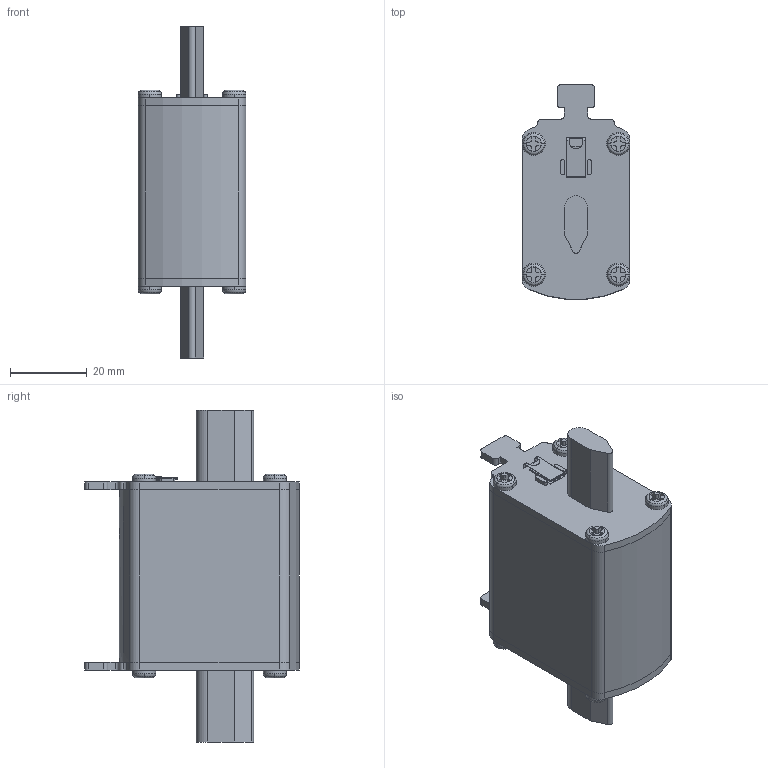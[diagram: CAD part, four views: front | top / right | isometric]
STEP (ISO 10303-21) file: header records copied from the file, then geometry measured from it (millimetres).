
FILE_DESCRIPTION((''),'2;1');
FILE_NAME('NH_DC_250V_ASM','2019-10-07T',('marketing.praksa'),('Audax d.o.o.'),'CREO PARAMETRIC BY PTC INC, 2017480','CREO PARAMETRIC BY PTC INC, 2017480','');
FILE_SCHEMA(('AUTOMOTIVE_DESIGN { 1 0 10303 214 1 1 1 1 }'));
Length unit declared in the file: millimetre
Products named in the file (23): 1C2; 1D9_1; 1E6; 1F3; 200; 20E; 216; 3B9; 3BD; 3CA; 3D7_1; 3E4_1; 3F1_1; 407; 40E-247; 40E-248; 40E-249; 4B1; 4C1; 4C9; 4EA; PRODUCT_1_2_3_4_5_ASM; NH_DC_250V_ASM
Assembly tree (22 placements, depth 3):
  NH_DC_250V_ASM
    PRODUCT_1_2_3_4_5_ASM
      1C2
      1D9_1
      1E6
      1F3
      200
      20E
      216
      3B9
      3BD
      3CA
      3D7_1
      3E4_1
      3F1_1
      407
      40E-247
      40E-248
      40E-249
      4B1
      4C1
      4C9
      4EA
Bounding box: 28 x 55.89 x 86.5 mm (x, y, z)
Volume: 64732.4 mm3; surface area: 19875.3 mm2
Topology: 21 solids, 21 shells, 489 faces, 1410 edges, 959 vertices
Faces by surface type: plane 287, cylinder 166, torus 32, sphere 4
Entity records: 23419 total; most frequent: CARTESIAN_POINT 4195, ORIENTED_EDGE 2812, DIRECTION 2627, PRESENTATION_STYLE_ASSIGNMENT 1481, STYLED_ITEM 1481, CURVE_STYLE 1406, EDGE_CURVE 1406, VERTEX_POINT 959
